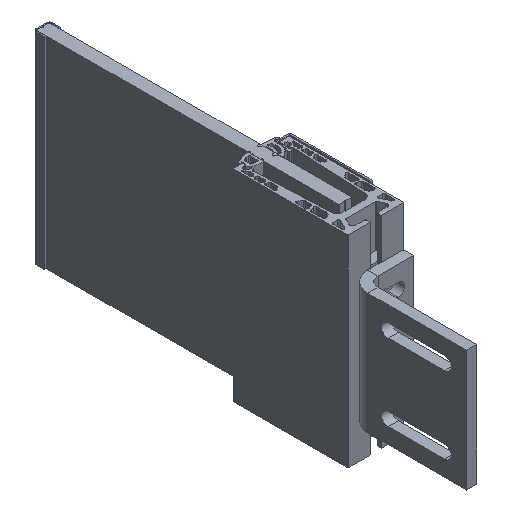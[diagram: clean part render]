
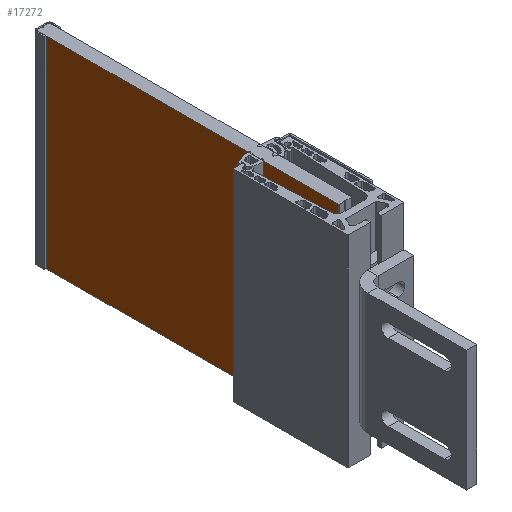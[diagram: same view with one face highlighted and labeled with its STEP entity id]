
A CAD part, isometric view. The second image highlights one B-rep face of the part: STEP entity #17272.
In plain terms, the highlighted planar face has unit normal (-1, 0, 0).
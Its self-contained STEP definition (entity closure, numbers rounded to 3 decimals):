
#149 = CARTESIAN_POINT ( 'NONE',  ( -6.38, -149.5, -100. ) ) ;
#721 = EDGE_CURVE ( 'NONE', #15941, #15416, #7667, .T. ) ;
#2647 = CARTESIAN_POINT ( 'NONE',  ( -6.38, -150., 100. ) ) ;
#3838 = PLANE ( 'NONE',  #12824 ) ;
#4067 = EDGE_CURVE ( 'NONE', #17010, #11620, #19413, .T. ) ;
#4285 = ORIENTED_EDGE ( 'NONE', *, *, #11362, .F. ) ;
#4351 = CARTESIAN_POINT ( 'NONE',  ( -6.38, -150., -100. ) ) ;
#4611 = CARTESIAN_POINT ( 'NONE',  ( -6.38, 149.5, 100. ) ) ;
#4726 = ORIENTED_EDGE ( 'NONE', *, *, #4067, .T. ) ;
#7422 = CARTESIAN_POINT ( 'NONE',  ( -6.38, -149.5, 100. ) ) ;
#7439 = DIRECTION ( 'NONE',  ( 0., 0., -1. ) ) ;
#7667 = LINE ( 'NONE', #16111, #8786 ) ;
#8786 = VECTOR ( 'NONE', #14464, 1000. ) ;
#10525 = EDGE_CURVE ( 'NONE', #11620, #15941, #10897, .T. ) ;
#10607 = DIRECTION ( 'NONE',  ( 1., 0., 0. ) ) ;
#10693 = CARTESIAN_POINT ( 'NONE',  ( -6.38, 149.5, -100. ) ) ;
#10702 = CARTESIAN_POINT ( 'NONE',  ( -6.38, -150., 100. ) ) ;
#10897 = LINE ( 'NONE', #4351, #11019 ) ;
#11019 = VECTOR ( 'NONE', #11103, 1000. ) ;
#11042 = VECTOR ( 'NONE', #14275, 1000. ) ;
#11103 = DIRECTION ( 'NONE',  ( 0., -1., 0. ) ) ;
#11298 = ORIENTED_EDGE ( 'NONE', *, *, #721, .T. ) ;
#11362 = EDGE_CURVE ( 'NONE', #17010, #15416, #17636, .T. ) ;
#11620 = VERTEX_POINT ( 'NONE', #10693 ) ;
#12824 = AXIS2_PLACEMENT_3D ( 'NONE', #10702, #10607, #7439 ) ;
#13340 = ORIENTED_EDGE ( 'NONE', *, *, #10525, .T. ) ;
#14275 = DIRECTION ( 'NONE',  ( 0., 0., -1. ) ) ;
#14464 = DIRECTION ( 'NONE',  ( 0., 0., 1. ) ) ;
#15416 = VERTEX_POINT ( 'NONE', #7422 ) ;
#15760 = FACE_OUTER_BOUND ( 'NONE', #17704, .T. ) ;
#15941 = VERTEX_POINT ( 'NONE', #149 ) ;
#15985 = DIRECTION ( 'NONE',  ( 0., -1., 0. ) ) ;
#16111 = CARTESIAN_POINT ( 'NONE',  ( -6.38, -149.5, 100. ) ) ;
#16756 = VECTOR ( 'NONE', #15985, 1000. ) ;
#17010 = VERTEX_POINT ( 'NONE', #4611 ) ;
#17272 = ADVANCED_FACE ( 'NONE', ( #15760 ), #3838, .F. ) ;
#17636 = LINE ( 'NONE', #2647, #16756 ) ;
#17704 = EDGE_LOOP ( 'NONE', ( #13340, #11298, #4285, #4726 ) ) ;
#17893 = CARTESIAN_POINT ( 'NONE',  ( -6.38, 149.5, 100. ) ) ;
#19413 = LINE ( 'NONE', #17893, #11042 ) ;
